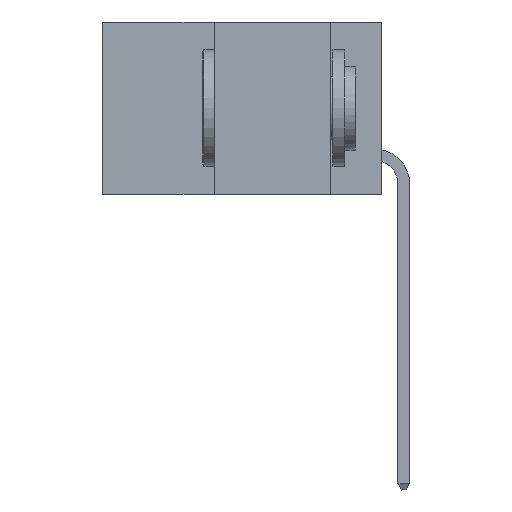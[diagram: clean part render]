
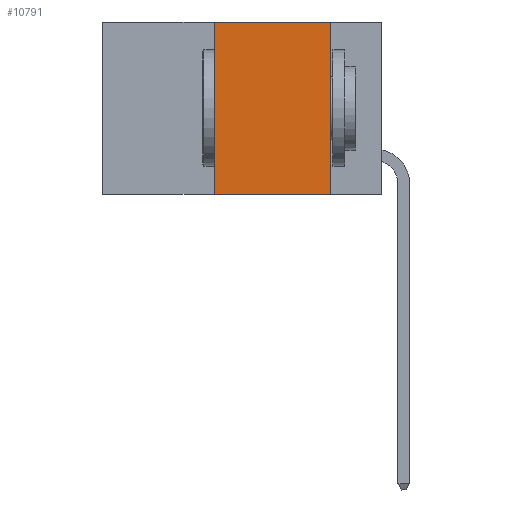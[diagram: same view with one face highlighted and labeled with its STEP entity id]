
A CAD part, left-side view. The second image highlights one B-rep face of the part: STEP entity #10791.
In plain terms, the highlighted planar face has unit normal (-1, 0, 0).
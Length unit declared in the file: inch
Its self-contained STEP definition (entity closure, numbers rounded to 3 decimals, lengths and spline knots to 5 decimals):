
#380 = CARTESIAN_POINT ( 'NONE',  ( 0., 0.11, 0. ) ) ;
#1423 = LINE ( 'NONE', #2853, #11254 ) ;
#1616 = ORIENTED_EDGE ( 'NONE', *, *, #2469, .F. ) ;
#1690 = CARTESIAN_POINT ( 'NONE',  ( 0., 0.11, -0.37 ) ) ;
#2147 = DIRECTION ( 'NONE',  ( 0., 0., -1. ) ) ;
#2273 = CARTESIAN_POINT ( 'NONE',  ( 0., 0.11, 0. ) ) ;
#2312 = ORIENTED_EDGE ( 'NONE', *, *, #3804, .F. ) ;
#2448 = AXIS2_PLACEMENT_3D ( 'NONE', #16100, #6445, #19923 ) ;
#2469 = EDGE_CURVE ( 'NONE', #5064, #12655, #16889, .T. ) ;
#2853 = CARTESIAN_POINT ( 'NONE',  ( 0., 0.6, -0.37 ) ) ;
#3804 = EDGE_CURVE ( 'NONE', #10745, #17323, #20685, .T. ) ;
#4456 = PLANE ( 'NONE',  #2448 ) ;
#4840 = DIRECTION ( 'NONE',  ( 0., -1., 0. ) ) ;
#5064 = VERTEX_POINT ( 'NONE', #16686 ) ;
#5643 = CARTESIAN_POINT ( 'NONE',  ( 0., 0.36, 0. ) ) ;
#6445 = DIRECTION ( 'NONE',  ( 1., 0., 0. ) ) ;
#6591 = VECTOR ( 'NONE', #21953, 39.37008 ) ;
#9125 = VECTOR ( 'NONE', #24414, 39.37008 ) ;
#10745 = VERTEX_POINT ( 'NONE', #380 ) ;
#10791 = ADVANCED_FACE ( 'NONE', ( #23046 ), #4456, .F. ) ;
#11254 = VECTOR ( 'NONE', #4840, 39.37008 ) ;
#12655 = VERTEX_POINT ( 'NONE', #5643 ) ;
#13631 = EDGE_CURVE ( 'NONE', #12655, #10745, #23766, .T. ) ;
#15028 = VECTOR ( 'NONE', #2147, 39.37008 ) ;
#15371 = EDGE_LOOP ( 'NONE', ( #2312, #20783, #1616, #17798 ) ) ;
#16100 = CARTESIAN_POINT ( 'NONE',  ( 0., 0.6, 0. ) ) ;
#16686 = CARTESIAN_POINT ( 'NONE',  ( 0., 0.36, -0.37 ) ) ;
#16867 = CARTESIAN_POINT ( 'NONE',  ( 0., 0.6, 0. ) ) ;
#16889 = LINE ( 'NONE', #22121, #6591 ) ;
#17323 = VERTEX_POINT ( 'NONE', #1690 ) ;
#17798 = ORIENTED_EDGE ( 'NONE', *, *, #22414, .T. ) ;
#19923 = DIRECTION ( 'NONE',  ( 0., 0., -1. ) ) ;
#20685 = LINE ( 'NONE', #2273, #15028 ) ;
#20783 = ORIENTED_EDGE ( 'NONE', *, *, #13631, .F. ) ;
#21953 = DIRECTION ( 'NONE',  ( 0., 0., 1. ) ) ;
#22121 = CARTESIAN_POINT ( 'NONE',  ( 0., 0.36, 0. ) ) ;
#22414 = EDGE_CURVE ( 'NONE', #5064, #17323, #1423, .T. ) ;
#23046 = FACE_OUTER_BOUND ( 'NONE', #15371, .T. ) ;
#23766 = LINE ( 'NONE', #16867, #9125 ) ;
#24414 = DIRECTION ( 'NONE',  ( 0., -1., 0. ) ) ;
